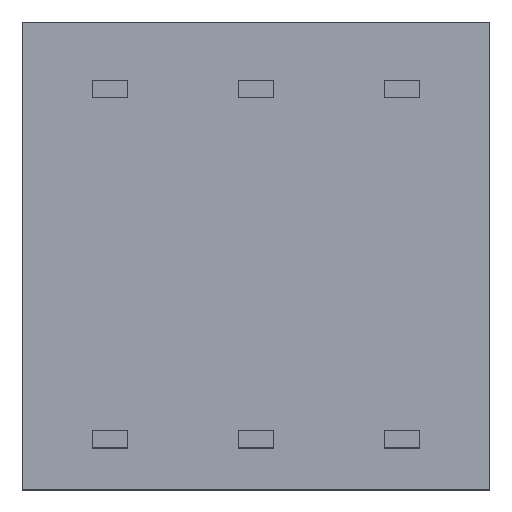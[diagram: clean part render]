
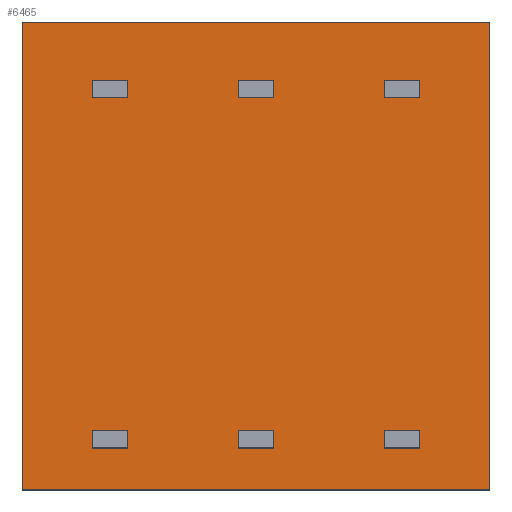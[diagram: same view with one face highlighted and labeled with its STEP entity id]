
A CAD part, top view. The second image highlights one B-rep face of the part: STEP entity #6465.
In plain terms, the highlighted planar face has unit normal (0, 0, 1).
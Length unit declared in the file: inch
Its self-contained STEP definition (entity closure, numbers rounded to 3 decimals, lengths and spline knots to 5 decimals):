
#6222=CARTESIAN_POINT('',(-0.17323,-0.17323,0.04921));
#6223=DIRECTION('',(0.0,0.0,1.0));
#6224=DIRECTION('',(1.0,0.0,0.0));
#6225=AXIS2_PLACEMENT_3D('',#6222,#6223,#6224);
#6226=PLANE('',#6225);
#6227=CARTESIAN_POINT('',(-0.15748,-0.15748,0.04921));
#6228=VERTEX_POINT('',#6227);
#6229=CARTESIAN_POINT('',(-0.15748,0.15748,0.04921));
#6230=VERTEX_POINT('',#6229);
#6231=CARTESIAN_POINT('',(-0.15748,-0.15748,0.04921));
#6232=DIRECTION('',(0.0,1.0,0.0));
#6233=VECTOR('',#6232,0.31496);
#6234=LINE('',#6231,#6233);
#6235=EDGE_CURVE('',#6228,#6230,#6234,.T.);
#6236=ORIENTED_EDGE('',*,*,#6235,.F.);
#6237=CARTESIAN_POINT('',(0.15748,-0.15748,0.04921));
#6238=VERTEX_POINT('',#6237);
#6239=CARTESIAN_POINT('',(-0.15748,-0.15748,0.04921));
#6240=DIRECTION('',(1.0,0.0,0.0));
#6241=VECTOR('',#6240,0.31496);
#6242=LINE('',#6239,#6241);
#6243=EDGE_CURVE('',#6228,#6238,#6242,.T.);
#6244=ORIENTED_EDGE('',*,*,#6243,.T.);
#6245=CARTESIAN_POINT('',(0.15748,0.15748,0.04921));
#6246=VERTEX_POINT('',#6245);
#6247=CARTESIAN_POINT('',(0.15748,-0.15748,0.04921));
#6248=DIRECTION('',(0.0,1.0,0.0));
#6249=VECTOR('',#6248,0.31496);
#6250=LINE('',#6247,#6249);
#6251=EDGE_CURVE('',#6238,#6246,#6250,.T.);
#6252=ORIENTED_EDGE('',*,*,#6251,.T.);
#6253=CARTESIAN_POINT('',(0.15748,0.15748,0.04921));
#6254=DIRECTION('',(-1.0,0.0,0.0));
#6255=VECTOR('',#6254,0.31496);
#6256=LINE('',#6253,#6255);
#6257=EDGE_CURVE('',#6246,#6230,#6256,.T.);
#6258=ORIENTED_EDGE('',*,*,#6257,.T.);
#6259=EDGE_LOOP('',(#6236,#6244,#6252,#6258));
#6260=FACE_OUTER_BOUND('',#6259,.T.);
#6261=CARTESIAN_POINT('',(0.08661,-0.12992,0.04921));
#6262=VERTEX_POINT('',#6261);
#6263=CARTESIAN_POINT('',(0.08661,-0.11811,0.04921));
#6264=VERTEX_POINT('',#6263);
#6265=CARTESIAN_POINT('',(0.08661,-0.12992,0.04921));
#6266=DIRECTION('',(0.0,1.0,0.0));
#6267=VECTOR('',#6266,0.01181);
#6268=LINE('',#6265,#6267);
#6269=EDGE_CURVE('',#6262,#6264,#6268,.T.);
#6270=ORIENTED_EDGE('',*,*,#6269,.T.);
#6271=CARTESIAN_POINT('',(0.11024,-0.11811,0.04921));
#6272=VERTEX_POINT('',#6271);
#6273=CARTESIAN_POINT('',(0.08661,-0.11811,0.04921));
#6274=DIRECTION('',(1.0,0.0,0.0));
#6275=VECTOR('',#6274,0.02362);
#6276=LINE('',#6273,#6275);
#6277=EDGE_CURVE('',#6264,#6272,#6276,.T.);
#6278=ORIENTED_EDGE('',*,*,#6277,.T.);
#6279=CARTESIAN_POINT('',(0.11024,-0.12992,0.04921));
#6280=VERTEX_POINT('',#6279);
#6281=CARTESIAN_POINT('',(0.11024,-0.11811,0.04921));
#6282=DIRECTION('',(0.0,-1.0,0.0));
#6283=VECTOR('',#6282,0.01181);
#6284=LINE('',#6281,#6283);
#6285=EDGE_CURVE('',#6272,#6280,#6284,.T.);
#6286=ORIENTED_EDGE('',*,*,#6285,.T.);
#6287=CARTESIAN_POINT('',(0.11024,-0.12992,0.04921));
#6288=DIRECTION('',(-1.0,0.0,0.0));
#6289=VECTOR('',#6288,0.02362);
#6290=LINE('',#6287,#6289);
#6291=EDGE_CURVE('',#6280,#6262,#6290,.T.);
#6292=ORIENTED_EDGE('',*,*,#6291,.T.);
#6293=EDGE_LOOP('',(#6270,#6278,#6286,#6292));
#6294=FACE_BOUND('',#6293,.T.);
#6295=CARTESIAN_POINT('',(0.11024,0.11811,0.04921));
#6296=VERTEX_POINT('',#6295);
#6297=CARTESIAN_POINT('',(0.11024,0.1063,0.04921));
#6298=VERTEX_POINT('',#6297);
#6299=CARTESIAN_POINT('',(0.11024,0.11811,0.04921));
#6300=DIRECTION('',(0.0,-1.0,0.0));
#6301=VECTOR('',#6300,0.01181);
#6302=LINE('',#6299,#6301);
#6303=EDGE_CURVE('',#6296,#6298,#6302,.T.);
#6304=ORIENTED_EDGE('',*,*,#6303,.T.);
#6305=CARTESIAN_POINT('',(0.08661,0.1063,0.04921));
#6306=VERTEX_POINT('',#6305);
#6307=CARTESIAN_POINT('',(0.11024,0.1063,0.04921));
#6308=DIRECTION('',(-1.0,0.0,0.0));
#6309=VECTOR('',#6308,0.02362);
#6310=LINE('',#6307,#6309);
#6311=EDGE_CURVE('',#6298,#6306,#6310,.T.);
#6312=ORIENTED_EDGE('',*,*,#6311,.T.);
#6313=CARTESIAN_POINT('',(0.08661,0.11811,0.04921));
#6314=VERTEX_POINT('',#6313);
#6315=CARTESIAN_POINT('',(0.08661,0.1063,0.04921));
#6316=DIRECTION('',(0.0,1.0,0.0));
#6317=VECTOR('',#6316,0.01181);
#6318=LINE('',#6315,#6317);
#6319=EDGE_CURVE('',#6306,#6314,#6318,.T.);
#6320=ORIENTED_EDGE('',*,*,#6319,.T.);
#6321=CARTESIAN_POINT('',(0.08661,0.11811,0.04921));
#6322=DIRECTION('',(1.0,0.0,0.0));
#6323=VECTOR('',#6322,0.02362);
#6324=LINE('',#6321,#6323);
#6325=EDGE_CURVE('',#6314,#6296,#6324,.T.);
#6326=ORIENTED_EDGE('',*,*,#6325,.T.);
#6327=EDGE_LOOP('',(#6304,#6312,#6320,#6326));
#6328=FACE_BOUND('',#6327,.T.);
#6329=CARTESIAN_POINT('',(0.01181,0.11811,0.04921));
#6330=VERTEX_POINT('',#6329);
#6331=CARTESIAN_POINT('',(0.01181,0.1063,0.04921));
#6332=VERTEX_POINT('',#6331);
#6333=CARTESIAN_POINT('',(0.01181,0.11811,0.04921));
#6334=DIRECTION('',(0.0,-1.0,0.0));
#6335=VECTOR('',#6334,0.01181);
#6336=LINE('',#6333,#6335);
#6337=EDGE_CURVE('',#6330,#6332,#6336,.T.);
#6338=ORIENTED_EDGE('',*,*,#6337,.T.);
#6339=CARTESIAN_POINT('',(-0.01181,0.1063,0.04921));
#6340=VERTEX_POINT('',#6339);
#6341=CARTESIAN_POINT('',(0.01181,0.1063,0.04921));
#6342=DIRECTION('',(-1.0,0.0,0.0));
#6343=VECTOR('',#6342,0.02362);
#6344=LINE('',#6341,#6343);
#6345=EDGE_CURVE('',#6332,#6340,#6344,.T.);
#6346=ORIENTED_EDGE('',*,*,#6345,.T.);
#6347=CARTESIAN_POINT('',(-0.01181,0.11811,0.04921));
#6348=VERTEX_POINT('',#6347);
#6349=CARTESIAN_POINT('',(-0.01181,0.1063,0.04921));
#6350=DIRECTION('',(0.0,1.0,0.0));
#6351=VECTOR('',#6350,0.01181);
#6352=LINE('',#6349,#6351);
#6353=EDGE_CURVE('',#6340,#6348,#6352,.T.);
#6354=ORIENTED_EDGE('',*,*,#6353,.T.);
#6355=CARTESIAN_POINT('',(-0.01181,0.11811,0.04921));
#6356=DIRECTION('',(1.0,0.0,0.0));
#6357=VECTOR('',#6356,0.02362);
#6358=LINE('',#6355,#6357);
#6359=EDGE_CURVE('',#6348,#6330,#6358,.T.);
#6360=ORIENTED_EDGE('',*,*,#6359,.T.);
#6361=EDGE_LOOP('',(#6338,#6346,#6354,#6360));
#6362=FACE_BOUND('',#6361,.T.);
#6363=CARTESIAN_POINT('',(-0.01181,-0.12992,0.04921));
#6364=VERTEX_POINT('',#6363);
#6365=CARTESIAN_POINT('',(-0.01181,-0.11811,0.04921));
#6366=VERTEX_POINT('',#6365);
#6367=CARTESIAN_POINT('',(-0.01181,-0.12992,0.04921));
#6368=DIRECTION('',(0.0,1.0,0.0));
#6369=VECTOR('',#6368,0.01181);
#6370=LINE('',#6367,#6369);
#6371=EDGE_CURVE('',#6364,#6366,#6370,.T.);
#6372=ORIENTED_EDGE('',*,*,#6371,.T.);
#6373=CARTESIAN_POINT('',(0.01181,-0.11811,0.04921));
#6374=VERTEX_POINT('',#6373);
#6375=CARTESIAN_POINT('',(-0.01181,-0.11811,0.04921));
#6376=DIRECTION('',(1.0,0.0,0.0));
#6377=VECTOR('',#6376,0.02362);
#6378=LINE('',#6375,#6377);
#6379=EDGE_CURVE('',#6366,#6374,#6378,.T.);
#6380=ORIENTED_EDGE('',*,*,#6379,.T.);
#6381=CARTESIAN_POINT('',(0.01181,-0.12992,0.04921));
#6382=VERTEX_POINT('',#6381);
#6383=CARTESIAN_POINT('',(0.01181,-0.11811,0.04921));
#6384=DIRECTION('',(0.0,-1.0,0.0));
#6385=VECTOR('',#6384,0.01181);
#6386=LINE('',#6383,#6385);
#6387=EDGE_CURVE('',#6374,#6382,#6386,.T.);
#6388=ORIENTED_EDGE('',*,*,#6387,.T.);
#6389=CARTESIAN_POINT('',(0.01181,-0.12992,0.04921));
#6390=DIRECTION('',(-1.0,0.0,0.0));
#6391=VECTOR('',#6390,0.02362);
#6392=LINE('',#6389,#6391);
#6393=EDGE_CURVE('',#6382,#6364,#6392,.T.);
#6394=ORIENTED_EDGE('',*,*,#6393,.T.);
#6395=EDGE_LOOP('',(#6372,#6380,#6388,#6394));
#6396=FACE_BOUND('',#6395,.T.);
#6397=CARTESIAN_POINT('',(-0.08661,0.11811,0.04921));
#6398=VERTEX_POINT('',#6397);
#6399=CARTESIAN_POINT('',(-0.08661,0.1063,0.04921));
#6400=VERTEX_POINT('',#6399);
#6401=CARTESIAN_POINT('',(-0.08661,0.11811,0.04921));
#6402=DIRECTION('',(0.0,-1.0,0.0));
#6403=VECTOR('',#6402,0.01181);
#6404=LINE('',#6401,#6403);
#6405=EDGE_CURVE('',#6398,#6400,#6404,.T.);
#6406=ORIENTED_EDGE('',*,*,#6405,.T.);
#6407=CARTESIAN_POINT('',(-0.11024,0.1063,0.04921));
#6408=VERTEX_POINT('',#6407);
#6409=CARTESIAN_POINT('',(-0.08661,0.1063,0.04921));
#6410=DIRECTION('',(-1.0,0.0,0.0));
#6411=VECTOR('',#6410,0.02362);
#6412=LINE('',#6409,#6411);
#6413=EDGE_CURVE('',#6400,#6408,#6412,.T.);
#6414=ORIENTED_EDGE('',*,*,#6413,.T.);
#6415=CARTESIAN_POINT('',(-0.11024,0.11811,0.04921));
#6416=VERTEX_POINT('',#6415);
#6417=CARTESIAN_POINT('',(-0.11024,0.1063,0.04921));
#6418=DIRECTION('',(0.0,1.0,0.0));
#6419=VECTOR('',#6418,0.01181);
#6420=LINE('',#6417,#6419);
#6421=EDGE_CURVE('',#6408,#6416,#6420,.T.);
#6422=ORIENTED_EDGE('',*,*,#6421,.T.);
#6423=CARTESIAN_POINT('',(-0.11024,0.11811,0.04921));
#6424=DIRECTION('',(1.0,0.0,0.0));
#6425=VECTOR('',#6424,0.02362);
#6426=LINE('',#6423,#6425);
#6427=EDGE_CURVE('',#6416,#6398,#6426,.T.);
#6428=ORIENTED_EDGE('',*,*,#6427,.T.);
#6429=EDGE_LOOP('',(#6406,#6414,#6422,#6428));
#6430=FACE_BOUND('',#6429,.T.);
#6431=CARTESIAN_POINT('',(-0.11024,-0.12992,0.04921));
#6432=VERTEX_POINT('',#6431);
#6433=CARTESIAN_POINT('',(-0.11024,-0.11811,0.04921));
#6434=VERTEX_POINT('',#6433);
#6435=CARTESIAN_POINT('',(-0.11024,-0.12992,0.04921));
#6436=DIRECTION('',(0.0,1.0,0.0));
#6437=VECTOR('',#6436,0.01181);
#6438=LINE('',#6435,#6437);
#6439=EDGE_CURVE('',#6432,#6434,#6438,.T.);
#6440=ORIENTED_EDGE('',*,*,#6439,.T.);
#6441=CARTESIAN_POINT('',(-0.08661,-0.11811,0.04921));
#6442=VERTEX_POINT('',#6441);
#6443=CARTESIAN_POINT('',(-0.11024,-0.11811,0.04921));
#6444=DIRECTION('',(1.0,0.0,0.0));
#6445=VECTOR('',#6444,0.02362);
#6446=LINE('',#6443,#6445);
#6447=EDGE_CURVE('',#6434,#6442,#6446,.T.);
#6448=ORIENTED_EDGE('',*,*,#6447,.T.);
#6449=CARTESIAN_POINT('',(-0.08661,-0.12992,0.04921));
#6450=VERTEX_POINT('',#6449);
#6451=CARTESIAN_POINT('',(-0.08661,-0.11811,0.04921));
#6452=DIRECTION('',(0.0,-1.0,0.0));
#6453=VECTOR('',#6452,0.01181);
#6454=LINE('',#6451,#6453);
#6455=EDGE_CURVE('',#6442,#6450,#6454,.T.);
#6456=ORIENTED_EDGE('',*,*,#6455,.T.);
#6457=CARTESIAN_POINT('',(-0.08661,-0.12992,0.04921));
#6458=DIRECTION('',(-1.0,0.0,0.0));
#6459=VECTOR('',#6458,0.02362);
#6460=LINE('',#6457,#6459);
#6461=EDGE_CURVE('',#6450,#6432,#6460,.T.);
#6462=ORIENTED_EDGE('',*,*,#6461,.T.);
#6463=EDGE_LOOP('',(#6440,#6448,#6456,#6462));
#6464=FACE_BOUND('',#6463,.T.);
#6465=ADVANCED_FACE('',(#6260,#6294,#6328,#6362,#6396,#6430,#6464),#6226,.T.);
